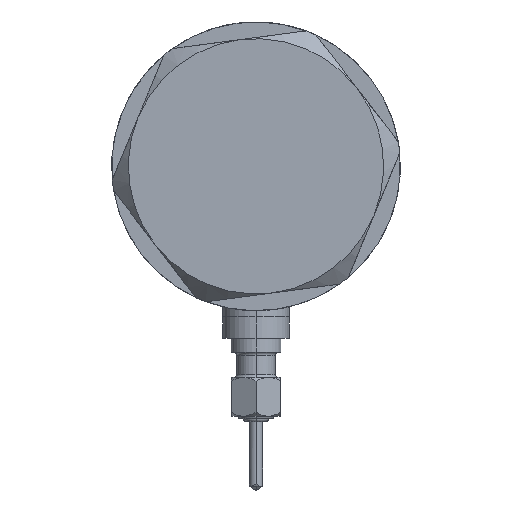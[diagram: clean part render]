
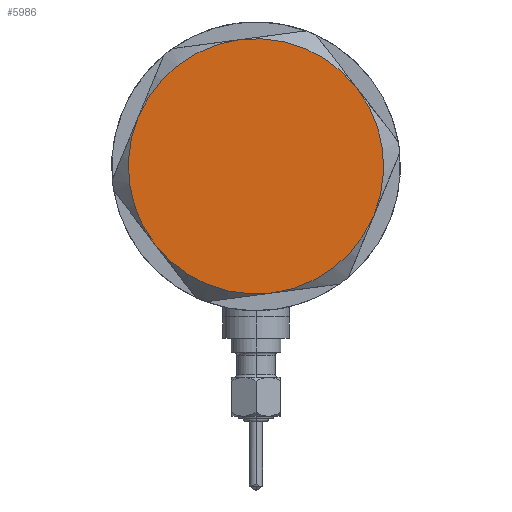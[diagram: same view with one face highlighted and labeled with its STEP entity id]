
A CAD part, left-side view. The second image highlights one B-rep face of the part: STEP entity #5986.
In plain terms, the highlighted face is planar.
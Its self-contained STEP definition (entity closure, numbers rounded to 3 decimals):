
#22 = CARTESIAN_POINT ( 'NONE',  ( 0., 0., 9. ) ) ;
#56 = ORIENTED_EDGE ( 'NONE', *, *, #294, .T. ) ;
#186 = CIRCLE ( 'NONE', #5043, 23. ) ;
#294 = EDGE_CURVE ( 'NONE', #5093, #365, #5251, .T. ) ;
#304 = CIRCLE ( 'NONE', #864, 23. ) ;
#365 = VERTEX_POINT ( 'NONE', #5241 ) ;
#572 = ORIENTED_EDGE ( 'NONE', *, *, #2492, .T. ) ;
#656 = DIRECTION ( 'NONE',  ( 1., 0., 0. ) ) ;
#864 = AXIS2_PLACEMENT_3D ( 'NONE', #6406, #4887, #3292 ) ;
#987 = DIRECTION ( 'NONE',  ( 0., 0., 1. ) ) ;
#991 = CARTESIAN_POINT ( 'NONE',  ( 0., 0., 9. ) ) ;
#1022 = DIRECTION ( 'NONE',  ( 0., 0., 1. ) ) ;
#1616 = VERTEX_POINT ( 'NONE', #6558 ) ;
#1685 = DIRECTION ( 'NONE',  ( 1., 0., 0. ) ) ;
#1728 = AXIS2_PLACEMENT_3D ( 'NONE', #2052, #5746, #2021 ) ;
#2021 = DIRECTION ( 'NONE',  ( 1., 0., 0. ) ) ;
#2052 = CARTESIAN_POINT ( 'NONE',  ( 0., 0., 9. ) ) ;
#2266 = CARTESIAN_POINT ( 'NONE',  ( -11.5, 19.919, 9. ) ) ;
#2492 = EDGE_CURVE ( 'NONE', #3556, #3526, #5158, .T. ) ;
#2586 = CARTESIAN_POINT ( 'NONE',  ( 11.5, -19.919, 9. ) ) ;
#2642 = ORIENTED_EDGE ( 'NONE', *, *, #3545, .T. ) ;
#2941 = CIRCLE ( 'NONE', #1728, 23. ) ;
#3048 = EDGE_CURVE ( 'NONE', #1616, #5887, #186, .T. ) ;
#3292 = DIRECTION ( 'NONE',  ( 1., 0., 0. ) ) ;
#3526 = VERTEX_POINT ( 'NONE', #6717 ) ;
#3545 = EDGE_CURVE ( 'NONE', #365, #1616, #2941, .T. ) ;
#3556 = VERTEX_POINT ( 'NONE', #5617 ) ;
#4080 = EDGE_LOOP ( 'NONE', ( #5852, #572, #4794, #56, #2642, #4082 ) ) ;
#4082 = ORIENTED_EDGE ( 'NONE', *, *, #3048, .T. ) ;
#4233 = DIRECTION ( 'NONE',  ( 1., 0., 0. ) ) ;
#4296 = CARTESIAN_POINT ( 'NONE',  ( 0., 0., 9. ) ) ;
#4321 = DIRECTION ( 'NONE',  ( 0., 0., 1. ) ) ;
#4445 = CARTESIAN_POINT ( 'NONE',  ( 0., 0., 9. ) ) ;
#4705 = DIRECTION ( 'NONE',  ( 1., 0., 0. ) ) ;
#4776 = DIRECTION ( 'NONE',  ( 0., 0., 1. ) ) ;
#4792 = FACE_OUTER_BOUND ( 'NONE', #4080, .T. ) ;
#4794 = ORIENTED_EDGE ( 'NONE', *, *, #6444, .T. ) ;
#4835 = CARTESIAN_POINT ( 'NONE',  ( 0., 0., 9. ) ) ;
#4887 = DIRECTION ( 'NONE',  ( 0., 0., 1. ) ) ;
#4902 = EDGE_CURVE ( 'NONE', #5887, #3556, #6417, .T. ) ;
#5043 = AXIS2_PLACEMENT_3D ( 'NONE', #4835, #4321, #1685 ) ;
#5093 = VERTEX_POINT ( 'NONE', #2266 ) ;
#5158 = CIRCLE ( 'NONE', #6629, 23. ) ;
#5241 = CARTESIAN_POINT ( 'NONE',  ( -23., 0., 9. ) ) ;
#5251 = CIRCLE ( 'NONE', #5792, 23. ) ;
#5258 = DIRECTION ( 'NONE',  ( 1., 0., 0. ) ) ;
#5617 = CARTESIAN_POINT ( 'NONE',  ( 23., 0., 9. ) ) ;
#5746 = DIRECTION ( 'NONE',  ( 0., 0., 1. ) ) ;
#5792 = AXIS2_PLACEMENT_3D ( 'NONE', #4296, #4776, #4705 ) ;
#5852 = ORIENTED_EDGE ( 'NONE', *, *, #4902, .T. ) ;
#5887 = VERTEX_POINT ( 'NONE', #2586 ) ;
#5974 = AXIS2_PLACEMENT_3D ( 'NONE', #22, #987, #4233 ) ;
#5986 = ADVANCED_FACE ( 'NONE', ( #4792 ), #6350, .T. ) ;
#6065 = DIRECTION ( 'NONE',  ( 0., 0., 1. ) ) ;
#6190 = AXIS2_PLACEMENT_3D ( 'NONE', #991, #1022, #5258 ) ;
#6350 = PLANE ( 'NONE',  #5974 ) ;
#6406 = CARTESIAN_POINT ( 'NONE',  ( 0., 0., 9. ) ) ;
#6417 = CIRCLE ( 'NONE', #6190, 23. ) ;
#6444 = EDGE_CURVE ( 'NONE', #3526, #5093, #304, .T. ) ;
#6558 = CARTESIAN_POINT ( 'NONE',  ( -11.5, -19.919, 9. ) ) ;
#6629 = AXIS2_PLACEMENT_3D ( 'NONE', #4445, #6065, #656 ) ;
#6717 = CARTESIAN_POINT ( 'NONE',  ( 11.5, 19.919, 9. ) ) ;
